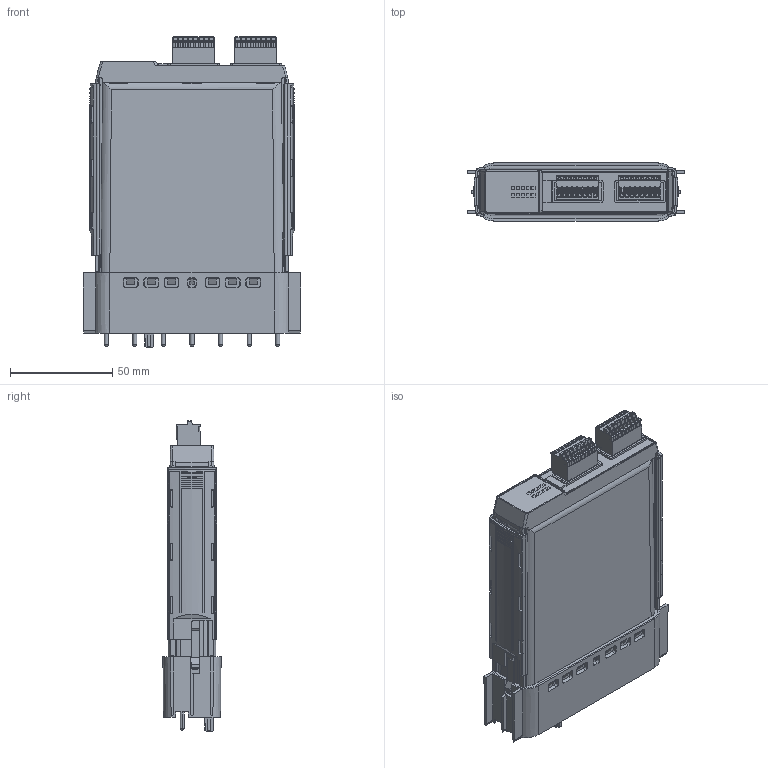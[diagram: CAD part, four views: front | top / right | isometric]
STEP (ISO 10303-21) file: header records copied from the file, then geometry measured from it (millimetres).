
FILE_DESCRIPTION((''),'2;1');
FILE_NAME('CAD-8526_SCHRUMPF_2X8ER_ASM','2022-09-27T07:40:37',('creinig-se'),(''),'CREO PARAMETRIC BY PTC INC, 2019292','CREO PARAMETRIC BY PTC INC, 2019292','');
FILE_SCHEMA(('CONFIG_CONTROL_DESIGN','SHAPE_APPEARANCE_LAYERS_GROUPS'));
Products named in the file (3): CAD-8526_SCHRUMPF_CAD2150; 1881383_8PIN_LOCHABST_KLEINER; CAD-8526_SCHRUMPF_2X8ER_ASM
Assembly tree (3 placements, depth 2):
  CAD-8526_SCHRUMPF_2X8ER_ASM
    CAD-8526_SCHRUMPF_CAD2150
    1881383_8PIN_LOCHABST_KLEINER  x2
Bounding box: 106.62 x 28.5 x 152.22 mm (x, y, z)
Volume: 283548 mm3; surface area: 65997.2 mm2
Topology: 3 solids, 3 shells, 2931 faces, 8298 edges, 5412 vertices
Faces by surface type: plane 1905, cylinder 782, cone 164, bspline 34, torus 26, sphere 16, extrusion 4
Entity records: 93727 total; most frequent: CARTESIAN_POINT 20466, ORIENTED_EDGE 13152, DIRECTION 10668, EDGE_CURVE 6576, VECTOR 4426, LINE 4422, VERTEX_POINT 4315, AXIS2_PLACEMENT_3D 3121
